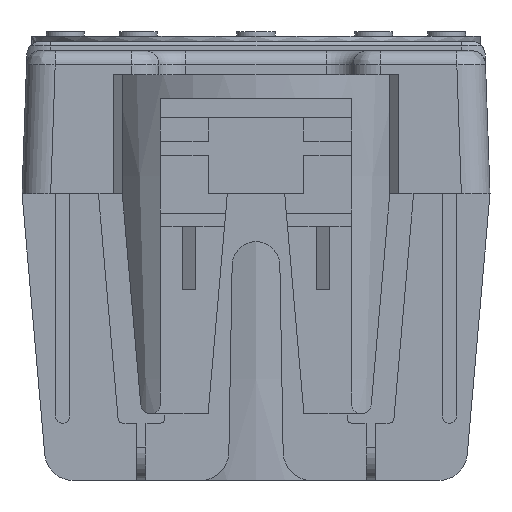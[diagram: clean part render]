
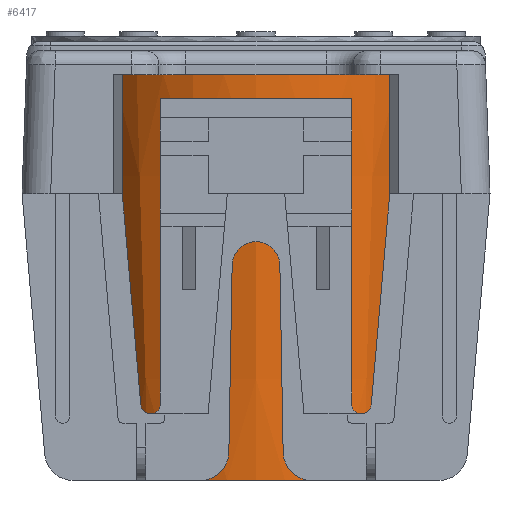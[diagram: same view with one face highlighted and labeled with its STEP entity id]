
A CAD part, left-side view. The second image highlights one B-rep face of the part: STEP entity #6417.
In plain terms, the highlighted conical face has half-angle 2.6 degrees and reference radius 19.6 mm.
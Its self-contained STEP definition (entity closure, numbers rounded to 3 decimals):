
#16=CONICAL_SURFACE('',#6867,19.6,0.045);
#193=CIRCLE('',#6868,17.511);
#194=CIRCLE('',#6869,19.441);
#630=FACE_OUTER_BOUND('',#985,.T.);
#985=EDGE_LOOP('',(#4854,#4855,#4856,#4857));
#1400=LINE('',#9920,#2162);
#2162=VECTOR('',#7695,19.6);
#2991=VERTEX_POINT('',#9917);
#2992=VERTEX_POINT('',#9919);
#3696=EDGE_CURVE('',#2991,#2991,#193,.T.);
#3697=EDGE_CURVE('',#2991,#2992,#1400,.T.);
#3698=EDGE_CURVE('',#2992,#2992,#194,.T.);
#4854=ORIENTED_EDGE('',*,*,#3696,.T.);
#4855=ORIENTED_EDGE('',*,*,#3697,.T.);
#4856=ORIENTED_EDGE('',*,*,#3698,.F.);
#4857=ORIENTED_EDGE('',*,*,#3697,.F.);
#6417=ADVANCED_FACE('',(#630),#16,.T.);
#6867=AXIS2_PLACEMENT_3D('',#9916,#7691,#7692);
#6868=AXIS2_PLACEMENT_3D('',#9918,#7693,#7694);
#6869=AXIS2_PLACEMENT_3D('',#9921,#7696,#7697);
#7691=DIRECTION('center_axis',(0.,0.,1.));
#7692=DIRECTION('ref_axis',(-1.,0.,0.));
#7693=DIRECTION('center_axis',(0.,0.,1.));
#7694=DIRECTION('ref_axis',(-1.,0.,0.));
#7695=DIRECTION('',(0.045,0.,0.999));
#7696=DIRECTION('center_axis',(0.,0.,1.));
#7697=DIRECTION('ref_axis',(-1.,0.,0.));
#9916=CARTESIAN_POINT('Origin',(0.,0.,3.5));
#9917=CARTESIAN_POINT('',(17.511,0.,-42.5));
#9918=CARTESIAN_POINT('Origin',(0.,0.,-42.5));
#9919=CARTESIAN_POINT('',(19.441,0.,0.));
#9920=CARTESIAN_POINT('',(19.6,0.,3.5));
#9921=CARTESIAN_POINT('Origin',(0.,0.,0.));
